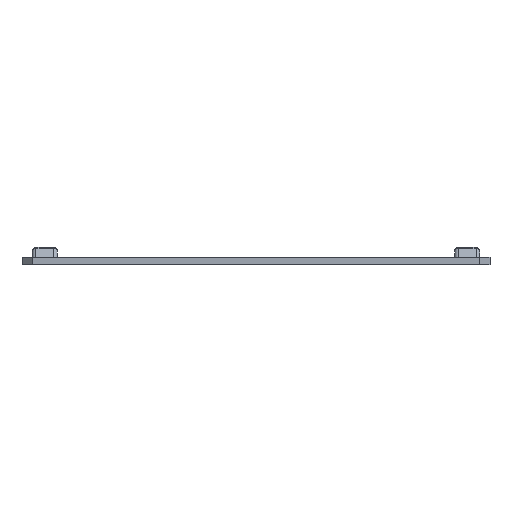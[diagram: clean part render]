
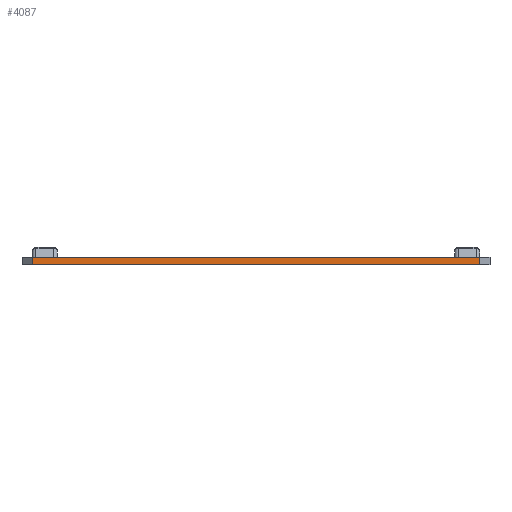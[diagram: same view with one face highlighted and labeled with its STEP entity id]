
A CAD part, front view. The second image highlights one B-rep face of the part: STEP entity #4087.
In plain terms, the highlighted planar face has unit normal (0, -1, 0).
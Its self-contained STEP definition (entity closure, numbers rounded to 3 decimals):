
#699=FACE_OUTER_BOUND('',#970,.T.);
#970=EDGE_LOOP('',(#3686,#3687,#3688,#3689));
#1289=LINE('',#7383,#1623);
#1309=LINE('',#7447,#1643);
#1310=LINE('',#7450,#1644);
#1311=LINE('',#7451,#1645);
#1623=VECTOR('',#5499,10.);
#1643=VECTOR('',#5577,10.);
#1644=VECTOR('',#5580,10.);
#1645=VECTOR('',#5581,10.);
#1979=VERTEX_POINT('',#7380);
#1980=VERTEX_POINT('',#7382);
#1995=VERTEX_POINT('',#7445);
#1996=VERTEX_POINT('',#7449);
#2542=EDGE_CURVE('',#1980,#1979,#1289,.T.);
#2573=EDGE_CURVE('',#1979,#1995,#1309,.T.);
#2574=EDGE_CURVE('',#1996,#1995,#1310,.T.);
#2575=EDGE_CURVE('',#1980,#1996,#1311,.T.);
#3686=ORIENTED_EDGE('',*,*,#2542,.T.);
#3687=ORIENTED_EDGE('',*,*,#2573,.T.);
#3688=ORIENTED_EDGE('',*,*,#2574,.F.);
#3689=ORIENTED_EDGE('',*,*,#2575,.F.);
#3837=PLANE('',#4493);
#4087=ADVANCED_FACE('',(#699),#3837,.T.);
#4493=AXIS2_PLACEMENT_3D('',#7448,#5578,#5579);
#5499=DIRECTION('',(-1.,0.,0.));
#5577=DIRECTION('',(0.,0.,-1.));
#5578=DIRECTION('center_axis',(0.,-1.,0.));
#5579=DIRECTION('ref_axis',(-1.,0.,0.));
#5580=DIRECTION('',(-1.,0.,0.));
#5581=DIRECTION('',(0.,0.,-1.));
#7380=CARTESIAN_POINT('',(-88.5,-123.,-40.));
#7382=CARTESIAN_POINT('',(88.5,-123.,-40.));
#7383=CARTESIAN_POINT('',(88.5,-123.,-40.));
#7445=CARTESIAN_POINT('',(-88.5,-123.,-43.));
#7447=CARTESIAN_POINT('',(-88.5,-123.,-40.));
#7448=CARTESIAN_POINT('Origin',(88.5,-123.,-40.));
#7449=CARTESIAN_POINT('',(88.5,-123.,-43.));
#7450=CARTESIAN_POINT('',(88.5,-123.,-43.));
#7451=CARTESIAN_POINT('',(88.5,-123.,-40.));
